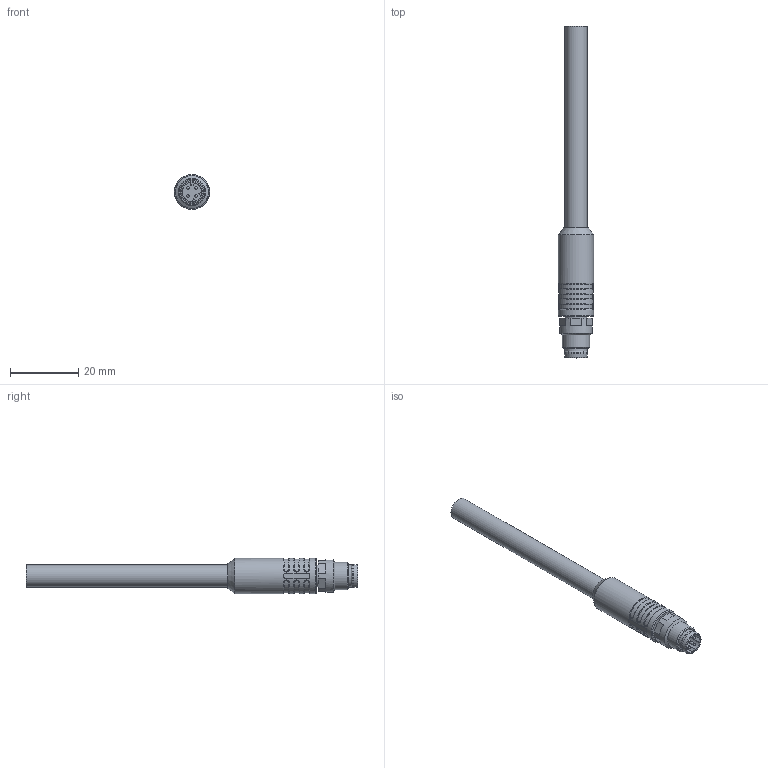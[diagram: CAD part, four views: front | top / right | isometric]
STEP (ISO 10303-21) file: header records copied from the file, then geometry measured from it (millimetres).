
FILE_DESCRIPTION(/* description */ (''),/* implementation_level */ '2;1');
FILE_NAME(/* name */ 'IE-SSPSD4-m_S2171_stp.stp',/* time_stamp */ '2019-01-14T13:24:30+01:00',/* author */ (''),/* organization */ (''),/* preprocessor_version */ 'ST-DEVELOPER v16',/* originating_system */ 'SIEMENS PLM Software NX 10.0',/* authorisation */ '');
FILE_SCHEMA (('AUTOMOTIVE_DESIGN { 1 0 10303 214 3 1 1 1 }'));
Length unit declared in the file: millimetre
Products named in the file (1): IE-SSPSD4-m_S2171_stp
Bounding box: 10.3 x 97.55 x 10.3 mm (x, y, z)
Volume: 4605.7 mm3; surface area: 2730.5 mm2
Topology: 1 solids, 1 shells, 154 faces, 356 edges, 217 vertices
Faces by surface type: cylinder 45, plane 40, torus 29, bspline 24, cone 12, sphere 4
Full cylindrical faces by diameter (mm): 0.8 x4, 5.8 x1, 6.5 x3, 6.9 x1, 8 x1, 9.6 x1, 10.3 x1
Entity records: 5026 total; most frequent: CARTESIAN_POINT 1852, DIRECTION 657, ORIENTED_EDGE 626, EDGE_CURVE 313, AXIS2_PLACEMENT_3D 287, VERTEX_POINT 199, EDGE_LOOP 192, ADVANCED_FACE 154
